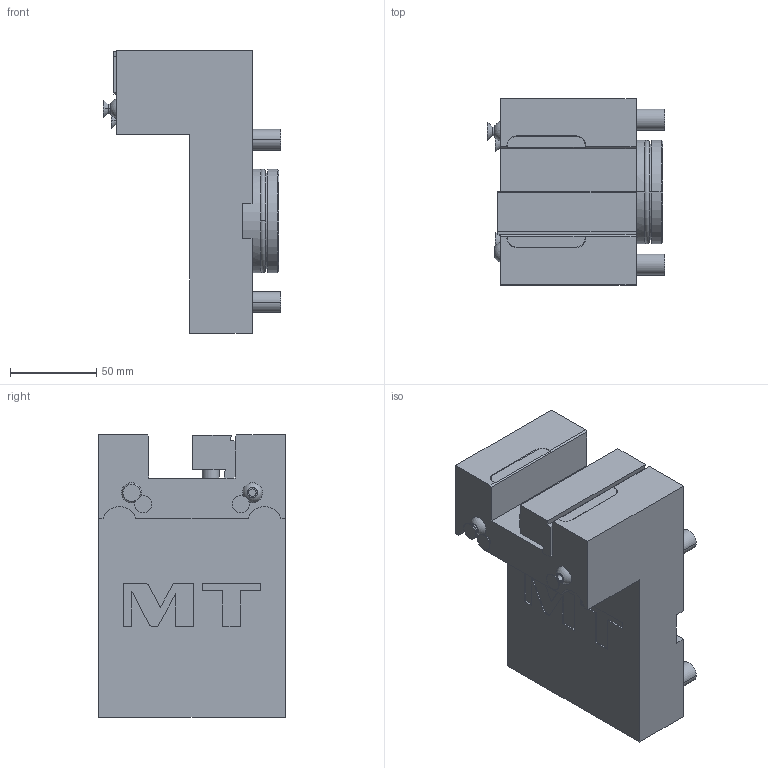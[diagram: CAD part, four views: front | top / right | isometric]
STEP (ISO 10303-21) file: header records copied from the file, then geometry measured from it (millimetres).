
FILE_DESCRIPTION((''),'2;1');
FILE_NAME('MNL0042510_CONF','2023-02-17T11:51:34',('sterribile'),('M.T. srl'),'CREO PARAMETRIC BY PTC INC, 2021072','CREO PARAMETRIC BY PTC INC, 2021072','');
FILE_SCHEMA(('CONFIG_CONTROL_DESIGN'));
Length unit declared in the file: millimetre
Products named in the file (1): MNL0042510_CONF
Bounding box: 102.55 x 108 x 163.5 mm (x, y, z)
Volume: 831244 mm3; surface area: 83897.2 mm2
Topology: 1 solids, 1 shells, 147 faces, 374 edges, 246 vertices
Faces by surface type: plane 89, cylinder 36, cone 12, torus 6, extrusion 2, sphere 2
Entity records: 4498 total; most frequent: CARTESIAN_POINT 779, DIRECTION 778, ORIENTED_EDGE 748, EDGE_CURVE 374, AXIS2_PLACEMENT_3D 261, VECTOR 256, LINE 254, VERTEX_POINT 246
